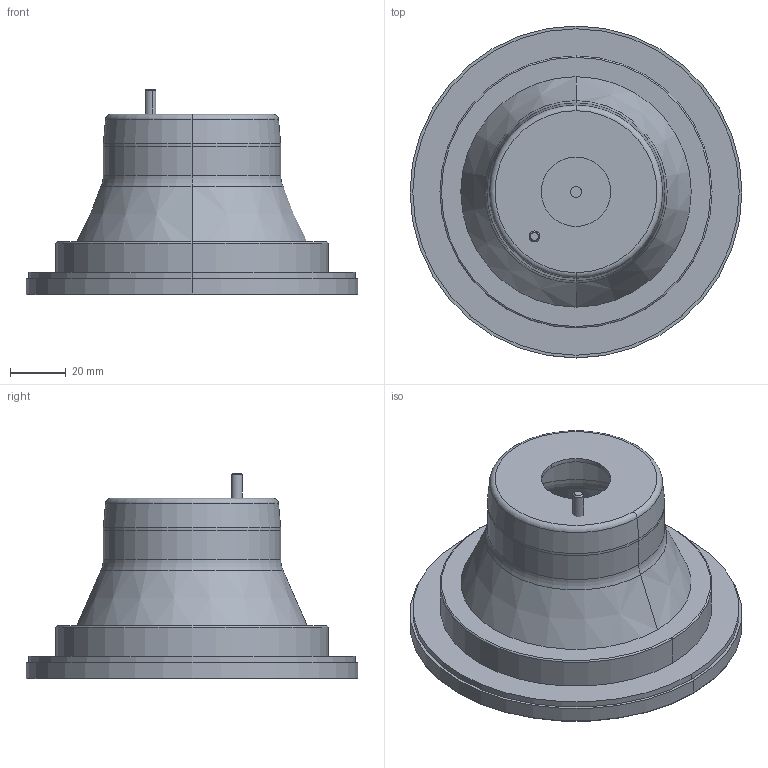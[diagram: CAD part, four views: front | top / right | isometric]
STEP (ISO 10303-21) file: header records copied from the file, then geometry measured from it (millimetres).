
FILE_DESCRIPTION (( 'STEP AP203' ), '1' );
FILE_NAME ('99ZP09019.STEP', '2023-10-31T13:20:54', ( '' ), ( '' ), 'SwSTEP 2.0', 'SolidWorks 2021', '' );
FILE_SCHEMA (( 'CONFIG_CONTROL_DESIGN' ));
Length unit declared in the file: millimetre
Products named in the file (1): 99ZP09019
Bounding box: 119.6 x 119.6 x 74 mm (x, y, z)
Volume: 130229.7 mm3; surface area: 85699.8 mm2
Topology: 4 solids, 4 shells, 354 faces, 768 edges, 494 vertices
Faces by surface type: cone 134, plane 98, cylinder 94, torus 28
Entity records: 10057 total; most frequent: DIRECTION 1976, CARTESIAN_POINT 1617, ORIENTED_EDGE 1536, AXIS2_PLACEMENT_3D 853, EDGE_CURVE 768, CIRCLE 498, VERTEX_POINT 494, EDGE_LOOP 490
